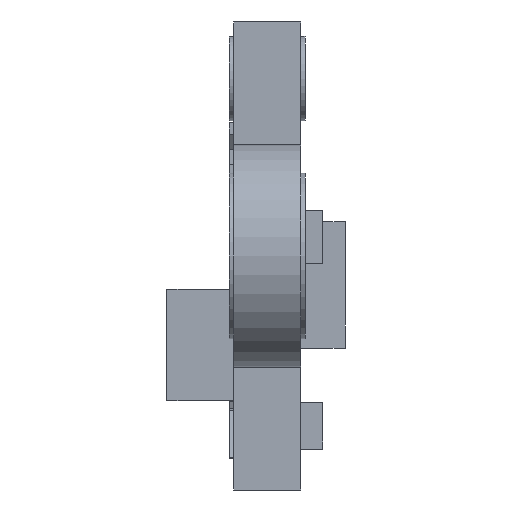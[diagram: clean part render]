
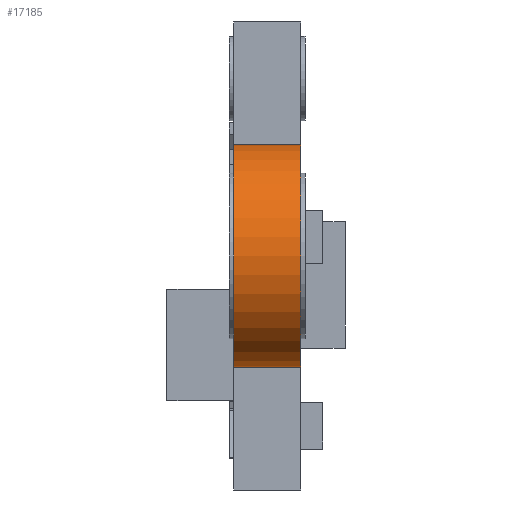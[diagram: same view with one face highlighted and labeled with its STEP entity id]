
A CAD part, left-side view. The second image highlights one B-rep face of the part: STEP entity #17185.
In plain terms, the highlighted cylindrical face has radius 2.5 mm (diameter 5 mm), a partial arc.
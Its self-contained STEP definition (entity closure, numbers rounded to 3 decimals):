
#110 = CARTESIAN_POINT ( 'NONE',  ( -10., 1.5, 2.5 ) ) ;
#376 = DIRECTION ( 'NONE',  ( 0., 0., -1. ) ) ;
#949 = VERTEX_POINT ( 'NONE', #3323 ) ;
#1371 = CARTESIAN_POINT ( 'NONE',  ( -10., 0., 2.5 ) ) ;
#3046 = DIRECTION ( 'NONE',  ( 0., 0., 1. ) ) ;
#3323 = CARTESIAN_POINT ( 'NONE',  ( -10., 1.5, -2.5 ) ) ;
#3709 = VERTEX_POINT ( 'NONE', #10596 ) ;
#7292 = VERTEX_POINT ( 'NONE', #1371 ) ;
#7786 = CARTESIAN_POINT ( 'NONE',  ( -10., 1.5, 2.5 ) ) ;
#8111 = DIRECTION ( 'NONE',  ( 0., 0., 1. ) ) ;
#8142 = ORIENTED_EDGE ( 'NONE', *, *, #9669, .T. ) ;
#8438 = AXIS2_PLACEMENT_3D ( 'NONE', #16384, #23712, #3046 ) ;
#9669 = EDGE_CURVE ( 'NONE', #3709, #7292, #22667, .T. ) ;
#9930 = VERTEX_POINT ( 'NONE', #110 ) ;
#10596 = CARTESIAN_POINT ( 'NONE',  ( -10., 0., -2.5 ) ) ;
#11149 = CARTESIAN_POINT ( 'NONE',  ( -10., 1.5, 0. ) ) ;
#11320 = DIRECTION ( 'NONE',  ( 0., -1., 0. ) ) ;
#12867 = CARTESIAN_POINT ( 'NONE',  ( -10., 1.5, -2.5 ) ) ;
#14453 = AXIS2_PLACEMENT_3D ( 'NONE', #22002, #11320, #376 ) ;
#15602 = LINE ( 'NONE', #7786, #22222 ) ;
#15853 = ORIENTED_EDGE ( 'NONE', *, *, #18341, .T. ) ;
#16384 = CARTESIAN_POINT ( 'NONE',  ( -10., 0., 0. ) ) ;
#16844 = CYLINDRICAL_SURFACE ( 'NONE', #14453, 2.5 ) ;
#17155 = AXIS2_PLACEMENT_3D ( 'NONE', #11149, #18460, #8111 ) ;
#17185 = ADVANCED_FACE ( 'NONE', ( #20427 ), #16844, .T. ) ;
#17769 = EDGE_CURVE ( 'NONE', #949, #9930, #21745, .T. ) ;
#18341 = EDGE_CURVE ( 'NONE', #949, #3709, #18623, .T. ) ;
#18460 = DIRECTION ( 'NONE',  ( 0., 1., 0. ) ) ;
#18623 = LINE ( 'NONE', #12867, #20218 ) ;
#19195 = DIRECTION ( 'NONE',  ( 0., -1., 0. ) ) ;
#19721 = ORIENTED_EDGE ( 'NONE', *, *, #17769, .F. ) ;
#20218 = VECTOR ( 'NONE', #22236, 1000. ) ;
#20427 = FACE_OUTER_BOUND ( 'NONE', #21152, .T. ) ;
#21152 = EDGE_LOOP ( 'NONE', ( #8142, #22817, #19721, #15853 ) ) ;
#21745 = CIRCLE ( 'NONE', #17155, 2.5 ) ;
#22002 = CARTESIAN_POINT ( 'NONE',  ( -10., 1.5, 0. ) ) ;
#22222 = VECTOR ( 'NONE', #19195, 1000. ) ;
#22236 = DIRECTION ( 'NONE',  ( 0., -1., 0. ) ) ;
#22363 = EDGE_CURVE ( 'NONE', #9930, #7292, #15602, .T. ) ;
#22667 = CIRCLE ( 'NONE', #8438, 2.5 ) ;
#22817 = ORIENTED_EDGE ( 'NONE', *, *, #22363, .F. ) ;
#23712 = DIRECTION ( 'NONE',  ( 0., 1., 0. ) ) ;
